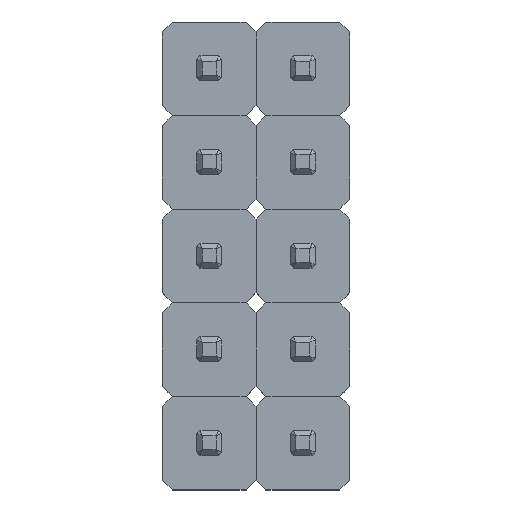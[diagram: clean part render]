
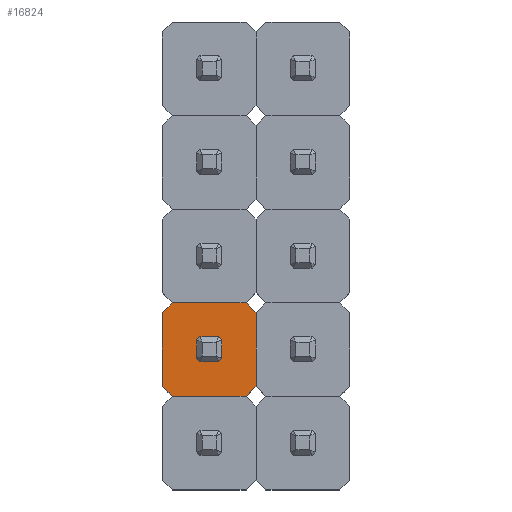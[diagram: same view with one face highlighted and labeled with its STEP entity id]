
A CAD part, top view. The second image highlights one B-rep face of the part: STEP entity #16824.
In plain terms, the highlighted planar face has unit normal (0, 0, 1).
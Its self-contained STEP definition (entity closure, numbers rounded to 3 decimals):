
#16163 = PLANE('',#16164);
#16164 = AXIS2_PLACEMENT_3D('',#16165,#16166,#16167);
#16165 = CARTESIAN_POINT('',(-2.54,-3.54,0.54));
#16166 = DIRECTION('',(-1.,0.,0.));
#16167 = DIRECTION('',(0.,1.,0.));
#16217 = PLANE('',#16218);
#16218 = AXIS2_PLACEMENT_3D('',#16219,#16220,#16221);
#16219 = CARTESIAN_POINT('',(0.,-1.54,0.54));
#16220 = DIRECTION('',(1.,0.,0.));
#16221 = DIRECTION('',(0.,-1.,0.));
#16320 = PLANE('',#16321);
#16321 = AXIS2_PLACEMENT_3D('',#16322,#16323,#16324);
#16322 = CARTESIAN_POINT('',(-2.54,-1.54,0.54));
#16323 = DIRECTION('',(-0.707,0.707,0.));
#16324 = DIRECTION('',(0.707,0.707,0.));
#16348 = PLANE('',#16349);
#16349 = AXIS2_PLACEMENT_3D('',#16350,#16351,#16352);
#16350 = CARTESIAN_POINT('',(-2.27,-1.27,0.54));
#16351 = DIRECTION('',(0.,1.,0.));
#16352 = DIRECTION('',(1.,0.,0.));
#16374 = PLANE('',#16375);
#16375 = AXIS2_PLACEMENT_3D('',#16376,#16377,#16378);
#16376 = CARTESIAN_POINT('',(-0.27,-1.27,0.54));
#16377 = DIRECTION('',(0.707,0.707,0.));
#16378 = DIRECTION('',(0.707,-0.707,0.));
#16422 = VERTEX_POINT('',#16423);
#16423 = CARTESIAN_POINT('',(-2.54,-3.54,2.54));
#16437 = PLANE('',#16438);
#16438 = AXIS2_PLACEMENT_3D('',#16439,#16440,#16441);
#16439 = CARTESIAN_POINT('',(-2.27,-3.81,0.54));
#16440 = DIRECTION('',(-0.707,-0.707,0.));
#16441 = DIRECTION('',(-0.707,0.707,0.));
#16449 = EDGE_CURVE('',#16422,#16450,#16452,.T.);
#16450 = VERTEX_POINT('',#16451);
#16451 = CARTESIAN_POINT('',(-2.54,-1.54,2.54));
#16452 = SURFACE_CURVE('',#16453,(#16457,#16464),.PCURVE_S1.);
#16453 = LINE('',#16454,#16455);
#16454 = CARTESIAN_POINT('',(-2.54,-3.54,2.54));
#16455 = VECTOR('',#16456,1.);
#16456 = DIRECTION('',(0.,1.,0.));
#16457 = PCURVE('',#16163,#16458);
#16458 = DEFINITIONAL_REPRESENTATION('',(#16459),#16463);
#16459 = LINE('',#16460,#16461);
#16460 = CARTESIAN_POINT('',(0.,-2.));
#16461 = VECTOR('',#16462,1.);
#16462 = DIRECTION('',(1.,0.));
#16463 = ( GEOMETRIC_REPRESENTATION_CONTEXT(2) 
PARAMETRIC_REPRESENTATION_CONTEXT() REPRESENTATION_CONTEXT('2D SPACE',''
  ) );
#16464 = PCURVE('',#16465,#16470);
#16465 = PLANE('',#16466);
#16466 = AXIS2_PLACEMENT_3D('',#16467,#16468,#16469);
#16467 = CARTESIAN_POINT('',(-1.27,-2.54,2.54));
#16468 = DIRECTION('',(0.,0.,-1.));
#16469 = DIRECTION('',(-1.,0.,0.));
#16470 = DEFINITIONAL_REPRESENTATION('',(#16471),#16475);
#16471 = LINE('',#16472,#16473);
#16472 = CARTESIAN_POINT('',(1.27,-1.));
#16473 = VECTOR('',#16474,1.);
#16474 = DIRECTION('',(0.,1.));
#16475 = ( GEOMETRIC_REPRESENTATION_CONTEXT(2) 
PARAMETRIC_REPRESENTATION_CONTEXT() REPRESENTATION_CONTEXT('2D SPACE',''
  ) );
#16503 = VERTEX_POINT('',#16504);
#16504 = CARTESIAN_POINT('',(0.,-1.54,2.54));
#16525 = EDGE_CURVE('',#16503,#16526,#16528,.T.);
#16526 = VERTEX_POINT('',#16527);
#16527 = CARTESIAN_POINT('',(0.,-3.54,2.54));
#16528 = SURFACE_CURVE('',#16529,(#16533,#16540),.PCURVE_S1.);
#16529 = LINE('',#16530,#16531);
#16530 = CARTESIAN_POINT('',(0.,-1.54,2.54));
#16531 = VECTOR('',#16532,1.);
#16532 = DIRECTION('',(0.,-1.,0.));
#16533 = PCURVE('',#16217,#16534);
#16534 = DEFINITIONAL_REPRESENTATION('',(#16535),#16539);
#16535 = LINE('',#16536,#16537);
#16536 = CARTESIAN_POINT('',(0.,-2.));
#16537 = VECTOR('',#16538,1.);
#16538 = DIRECTION('',(1.,0.));
#16539 = ( GEOMETRIC_REPRESENTATION_CONTEXT(2) 
PARAMETRIC_REPRESENTATION_CONTEXT() REPRESENTATION_CONTEXT('2D SPACE',''
  ) );
#16540 = PCURVE('',#16465,#16541);
#16541 = DEFINITIONAL_REPRESENTATION('',(#16542),#16546);
#16542 = LINE('',#16543,#16544);
#16543 = CARTESIAN_POINT('',(-1.27,1.));
#16544 = VECTOR('',#16545,1.);
#16545 = DIRECTION('',(-0.,-1.));
#16546 = ( GEOMETRIC_REPRESENTATION_CONTEXT(2) 
PARAMETRIC_REPRESENTATION_CONTEXT() REPRESENTATION_CONTEXT('2D SPACE',''
  ) );
#16562 = PLANE('',#16563);
#16563 = AXIS2_PLACEMENT_3D('',#16564,#16565,#16566);
#16564 = CARTESIAN_POINT('',(0.,-3.54,0.54));
#16565 = DIRECTION('',(0.707,-0.707,0.));
#16566 = DIRECTION('',(-0.707,-0.707,0.));
#16579 = VERTEX_POINT('',#16580);
#16580 = CARTESIAN_POINT('',(-0.27,-1.27,2.54));
#16601 = EDGE_CURVE('',#16579,#16503,#16602,.T.);
#16602 = SURFACE_CURVE('',#16603,(#16607,#16614),.PCURVE_S1.);
#16603 = LINE('',#16604,#16605);
#16604 = CARTESIAN_POINT('',(-0.27,-1.27,2.54));
#16605 = VECTOR('',#16606,1.);
#16606 = DIRECTION('',(0.707,-0.707,0.));
#16607 = PCURVE('',#16374,#16608);
#16608 = DEFINITIONAL_REPRESENTATION('',(#16609),#16613);
#16609 = LINE('',#16610,#16611);
#16610 = CARTESIAN_POINT('',(0.,-2.));
#16611 = VECTOR('',#16612,1.);
#16612 = DIRECTION('',(1.,0.));
#16613 = ( GEOMETRIC_REPRESENTATION_CONTEXT(2) 
PARAMETRIC_REPRESENTATION_CONTEXT() REPRESENTATION_CONTEXT('2D SPACE',''
  ) );
#16614 = PCURVE('',#16465,#16615);
#16615 = DEFINITIONAL_REPRESENTATION('',(#16616),#16620);
#16616 = LINE('',#16617,#16618);
#16617 = CARTESIAN_POINT('',(-1.,1.27));
#16618 = VECTOR('',#16619,1.);
#16619 = DIRECTION('',(-0.707,-0.707));
#16620 = ( GEOMETRIC_REPRESENTATION_CONTEXT(2) 
PARAMETRIC_REPRESENTATION_CONTEXT() REPRESENTATION_CONTEXT('2D SPACE',''
  ) );
#16628 = VERTEX_POINT('',#16629);
#16629 = CARTESIAN_POINT('',(-2.27,-1.27,2.54));
#16650 = EDGE_CURVE('',#16628,#16579,#16651,.T.);
#16651 = SURFACE_CURVE('',#16652,(#16656,#16663),.PCURVE_S1.);
#16652 = LINE('',#16653,#16654);
#16653 = CARTESIAN_POINT('',(-2.27,-1.27,2.54));
#16654 = VECTOR('',#16655,1.);
#16655 = DIRECTION('',(1.,0.,0.));
#16656 = PCURVE('',#16348,#16657);
#16657 = DEFINITIONAL_REPRESENTATION('',(#16658),#16662);
#16658 = LINE('',#16659,#16660);
#16659 = CARTESIAN_POINT('',(0.,-2.));
#16660 = VECTOR('',#16661,1.);
#16661 = DIRECTION('',(1.,0.));
#16662 = ( GEOMETRIC_REPRESENTATION_CONTEXT(2) 
PARAMETRIC_REPRESENTATION_CONTEXT() REPRESENTATION_CONTEXT('2D SPACE',''
  ) );
#16663 = PCURVE('',#16465,#16664);
#16664 = DEFINITIONAL_REPRESENTATION('',(#16665),#16669);
#16665 = LINE('',#16666,#16667);
#16666 = CARTESIAN_POINT('',(1.,1.27));
#16667 = VECTOR('',#16668,1.);
#16668 = DIRECTION('',(-1.,0.));
#16669 = ( GEOMETRIC_REPRESENTATION_CONTEXT(2) 
PARAMETRIC_REPRESENTATION_CONTEXT() REPRESENTATION_CONTEXT('2D SPACE',''
  ) );
#16677 = EDGE_CURVE('',#16450,#16628,#16678,.T.);
#16678 = SURFACE_CURVE('',#16679,(#16683,#16690),.PCURVE_S1.);
#16679 = LINE('',#16680,#16681);
#16680 = CARTESIAN_POINT('',(-2.54,-1.54,2.54));
#16681 = VECTOR('',#16682,1.);
#16682 = DIRECTION('',(0.707,0.707,0.));
#16683 = PCURVE('',#16320,#16684);
#16684 = DEFINITIONAL_REPRESENTATION('',(#16685),#16689);
#16685 = LINE('',#16686,#16687);
#16686 = CARTESIAN_POINT('',(0.,-2.));
#16687 = VECTOR('',#16688,1.);
#16688 = DIRECTION('',(1.,0.));
#16689 = ( GEOMETRIC_REPRESENTATION_CONTEXT(2) 
PARAMETRIC_REPRESENTATION_CONTEXT() REPRESENTATION_CONTEXT('2D SPACE',''
  ) );
#16690 = PCURVE('',#16465,#16691);
#16691 = DEFINITIONAL_REPRESENTATION('',(#16692),#16696);
#16692 = LINE('',#16693,#16694);
#16693 = CARTESIAN_POINT('',(1.27,1.));
#16694 = VECTOR('',#16695,1.);
#16695 = DIRECTION('',(-0.707,0.707));
#16696 = ( GEOMETRIC_REPRESENTATION_CONTEXT(2) 
PARAMETRIC_REPRESENTATION_CONTEXT() REPRESENTATION_CONTEXT('2D SPACE',''
  ) );
#16764 = PLANE('',#16765);
#16765 = AXIS2_PLACEMENT_3D('',#16766,#16767,#16768);
#16766 = CARTESIAN_POINT('',(-0.27,-3.81,0.54));
#16767 = DIRECTION('',(0.,-1.,0.));
#16768 = DIRECTION('',(-1.,0.,0.));
#16780 = VERTEX_POINT('',#16781);
#16781 = CARTESIAN_POINT('',(-2.27,-3.81,2.54));
#16802 = EDGE_CURVE('',#16780,#16422,#16803,.T.);
#16803 = SURFACE_CURVE('',#16804,(#16808,#16815),.PCURVE_S1.);
#16804 = LINE('',#16805,#16806);
#16805 = CARTESIAN_POINT('',(-2.27,-3.81,2.54));
#16806 = VECTOR('',#16807,1.);
#16807 = DIRECTION('',(-0.707,0.707,0.));
#16808 = PCURVE('',#16437,#16809);
#16809 = DEFINITIONAL_REPRESENTATION('',(#16810),#16814);
#16810 = LINE('',#16811,#16812);
#16811 = CARTESIAN_POINT('',(0.,-2.));
#16812 = VECTOR('',#16813,1.);
#16813 = DIRECTION('',(1.,0.));
#16814 = ( GEOMETRIC_REPRESENTATION_CONTEXT(2) 
PARAMETRIC_REPRESENTATION_CONTEXT() REPRESENTATION_CONTEXT('2D SPACE',''
  ) );
#16815 = PCURVE('',#16465,#16816);
#16816 = DEFINITIONAL_REPRESENTATION('',(#16817),#16821);
#16817 = LINE('',#16818,#16819);
#16818 = CARTESIAN_POINT('',(1.,-1.27));
#16819 = VECTOR('',#16820,1.);
#16820 = DIRECTION('',(0.707,0.707));
#16821 = ( GEOMETRIC_REPRESENTATION_CONTEXT(2) 
PARAMETRIC_REPRESENTATION_CONTEXT() REPRESENTATION_CONTEXT('2D SPACE',''
  ) );
#16824 = ADVANCED_FACE('',(#16825),#16465,.F.);
#16825 = FACE_BOUND('',#16826,.F.);
#16826 = EDGE_LOOP('',(#16827,#16828,#16829,#16830,#16831,#16832,#16855,
    #16876));
#16827 = ORIENTED_EDGE('',*,*,#16449,.T.);
#16828 = ORIENTED_EDGE('',*,*,#16677,.T.);
#16829 = ORIENTED_EDGE('',*,*,#16650,.T.);
#16830 = ORIENTED_EDGE('',*,*,#16601,.T.);
#16831 = ORIENTED_EDGE('',*,*,#16525,.T.);
#16832 = ORIENTED_EDGE('',*,*,#16833,.T.);
#16833 = EDGE_CURVE('',#16526,#16834,#16836,.T.);
#16834 = VERTEX_POINT('',#16835);
#16835 = CARTESIAN_POINT('',(-0.27,-3.81,2.54));
#16836 = SURFACE_CURVE('',#16837,(#16841,#16848),.PCURVE_S1.);
#16837 = LINE('',#16838,#16839);
#16838 = CARTESIAN_POINT('',(0.,-3.54,2.54));
#16839 = VECTOR('',#16840,1.);
#16840 = DIRECTION('',(-0.707,-0.707,0.));
#16841 = PCURVE('',#16465,#16842);
#16842 = DEFINITIONAL_REPRESENTATION('',(#16843),#16847);
#16843 = LINE('',#16844,#16845);
#16844 = CARTESIAN_POINT('',(-1.27,-1.));
#16845 = VECTOR('',#16846,1.);
#16846 = DIRECTION('',(0.707,-0.707));
#16847 = ( GEOMETRIC_REPRESENTATION_CONTEXT(2) 
PARAMETRIC_REPRESENTATION_CONTEXT() REPRESENTATION_CONTEXT('2D SPACE',''
  ) );
#16848 = PCURVE('',#16562,#16849);
#16849 = DEFINITIONAL_REPRESENTATION('',(#16850),#16854);
#16850 = LINE('',#16851,#16852);
#16851 = CARTESIAN_POINT('',(0.,-2.));
#16852 = VECTOR('',#16853,1.);
#16853 = DIRECTION('',(1.,0.));
#16854 = ( GEOMETRIC_REPRESENTATION_CONTEXT(2) 
PARAMETRIC_REPRESENTATION_CONTEXT() REPRESENTATION_CONTEXT('2D SPACE',''
  ) );
#16855 = ORIENTED_EDGE('',*,*,#16856,.T.);
#16856 = EDGE_CURVE('',#16834,#16780,#16857,.T.);
#16857 = SURFACE_CURVE('',#16858,(#16862,#16869),.PCURVE_S1.);
#16858 = LINE('',#16859,#16860);
#16859 = CARTESIAN_POINT('',(-0.27,-3.81,2.54));
#16860 = VECTOR('',#16861,1.);
#16861 = DIRECTION('',(-1.,0.,0.));
#16862 = PCURVE('',#16465,#16863);
#16863 = DEFINITIONAL_REPRESENTATION('',(#16864),#16868);
#16864 = LINE('',#16865,#16866);
#16865 = CARTESIAN_POINT('',(-1.,-1.27));
#16866 = VECTOR('',#16867,1.);
#16867 = DIRECTION('',(1.,0.));
#16868 = ( GEOMETRIC_REPRESENTATION_CONTEXT(2) 
PARAMETRIC_REPRESENTATION_CONTEXT() REPRESENTATION_CONTEXT('2D SPACE',''
  ) );
#16869 = PCURVE('',#16764,#16870);
#16870 = DEFINITIONAL_REPRESENTATION('',(#16871),#16875);
#16871 = LINE('',#16872,#16873);
#16872 = CARTESIAN_POINT('',(0.,-2.));
#16873 = VECTOR('',#16874,1.);
#16874 = DIRECTION('',(1.,0.));
#16875 = ( GEOMETRIC_REPRESENTATION_CONTEXT(2) 
PARAMETRIC_REPRESENTATION_CONTEXT() REPRESENTATION_CONTEXT('2D SPACE',''
  ) );
#16876 = ORIENTED_EDGE('',*,*,#16802,.T.);
